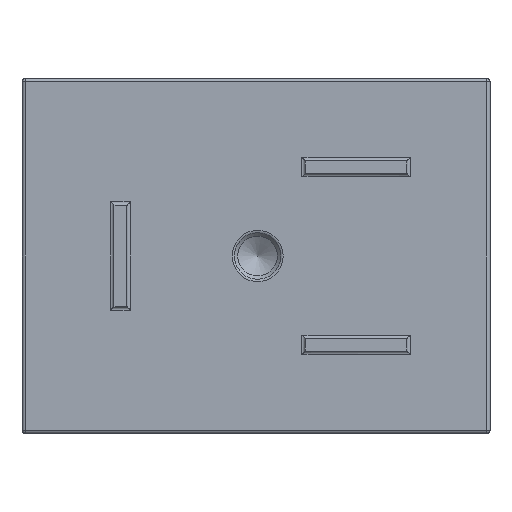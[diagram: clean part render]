
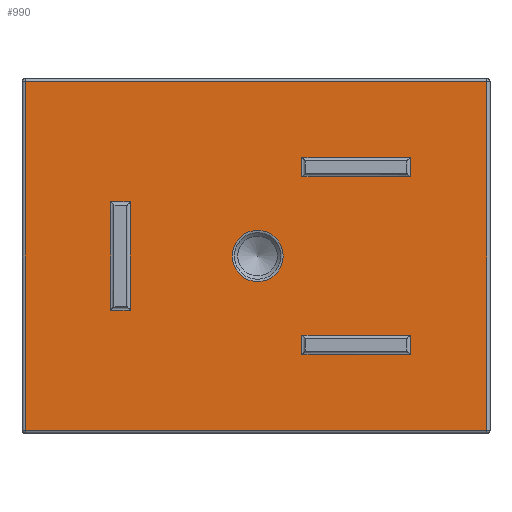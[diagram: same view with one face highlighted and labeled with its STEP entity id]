
A CAD part, front view. The second image highlights one B-rep face of the part: STEP entity #990.
In plain terms, the highlighted planar face has unit normal (0, -1, 0).
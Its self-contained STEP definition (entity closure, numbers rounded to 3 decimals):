
#83=CIRCLE('',#1061,1.583);
#128=PLANE('',#1060);
#162=VERTEX_POINT('',#1467);
#163=VERTEX_POINT('',#1469);
#165=VERTEX_POINT('',#1475);
#166=VERTEX_POINT('',#1479);
#173=VERTEX_POINT('',#1501);
#174=VERTEX_POINT('',#1503);
#175=VERTEX_POINT('',#1504);
#176=VERTEX_POINT('',#1506);
#177=VERTEX_POINT('',#1508);
#178=VERTEX_POINT('',#1511);
#179=VERTEX_POINT('',#1512);
#180=VERTEX_POINT('',#1514);
#181=VERTEX_POINT('',#1516);
#182=VERTEX_POINT('',#1519);
#183=VERTEX_POINT('',#1520);
#184=VERTEX_POINT('',#1522);
#185=VERTEX_POINT('',#1524);
#246=VECTOR('',#1175,1.);
#248=VECTOR('',#1183,1.);
#249=VECTOR('',#1186,1.);
#251=VECTOR('',#1192,1.);
#258=VECTOR('',#1206,1.);
#259=VECTOR('',#1207,1.);
#260=VECTOR('',#1208,1.);
#261=VECTOR('',#1209,1.);
#262=VECTOR('',#1210,1.);
#263=VECTOR('',#1211,1.);
#264=VECTOR('',#1212,1.);
#265=VECTOR('',#1213,1.);
#266=VECTOR('',#1214,1.);
#267=VECTOR('',#1215,1.);
#268=VECTOR('',#1216,1.);
#269=VECTOR('',#1217,1.);
#325=LINE('',#1468,#246);
#327=LINE('',#1476,#248);
#328=LINE('',#1478,#249);
#330=LINE('',#1484,#251);
#337=LINE('',#1502,#258);
#338=LINE('',#1505,#259);
#339=LINE('',#1507,#260);
#340=LINE('',#1509,#261);
#341=LINE('',#1510,#262);
#342=LINE('',#1513,#263);
#343=LINE('',#1515,#264);
#344=LINE('',#1517,#265);
#345=LINE('',#1518,#266);
#346=LINE('',#1521,#267);
#347=LINE('',#1523,#268);
#348=LINE('',#1525,#269);
#405=EDGE_CURVE('',#162,#163,#325,.T.);
#409=EDGE_CURVE('',#165,#162,#327,.T.);
#410=EDGE_CURVE('',#166,#165,#328,.T.);
#413=EDGE_CURVE('',#163,#166,#330,.T.);
#422=EDGE_CURVE('',#173,#173,#83,.T.);
#423=EDGE_CURVE('',#174,#175,#337,.T.);
#424=EDGE_CURVE('',#176,#174,#338,.T.);
#425=EDGE_CURVE('',#177,#176,#339,.T.);
#426=EDGE_CURVE('',#175,#177,#340,.T.);
#427=EDGE_CURVE('',#178,#179,#341,.T.);
#428=EDGE_CURVE('',#180,#178,#342,.T.);
#429=EDGE_CURVE('',#181,#180,#343,.T.);
#430=EDGE_CURVE('',#179,#181,#344,.T.);
#431=EDGE_CURVE('',#182,#183,#345,.T.);
#432=EDGE_CURVE('',#184,#182,#346,.T.);
#433=EDGE_CURVE('',#185,#184,#347,.T.);
#434=EDGE_CURVE('',#183,#185,#348,.T.);
#568=ORIENTED_EDGE('',*,*,#422,.F.);
#569=ORIENTED_EDGE('',*,*,#423,.F.);
#570=ORIENTED_EDGE('',*,*,#424,.F.);
#571=ORIENTED_EDGE('',*,*,#425,.F.);
#572=ORIENTED_EDGE('',*,*,#426,.F.);
#573=ORIENTED_EDGE('',*,*,#427,.F.);
#574=ORIENTED_EDGE('',*,*,#428,.F.);
#575=ORIENTED_EDGE('',*,*,#429,.F.);
#576=ORIENTED_EDGE('',*,*,#430,.F.);
#577=ORIENTED_EDGE('',*,*,#431,.F.);
#578=ORIENTED_EDGE('',*,*,#432,.F.);
#579=ORIENTED_EDGE('',*,*,#433,.F.);
#580=ORIENTED_EDGE('',*,*,#434,.F.);
#581=ORIENTED_EDGE('',*,*,#405,.F.);
#582=ORIENTED_EDGE('',*,*,#409,.F.);
#583=ORIENTED_EDGE('',*,*,#410,.F.);
#584=ORIENTED_EDGE('',*,*,#413,.F.);
#827=EDGE_LOOP('',(#568));
#828=EDGE_LOOP('',(#569,#570,#571,#572));
#829=EDGE_LOOP('',(#573,#574,#575,#576));
#830=EDGE_LOOP('',(#577,#578,#579,#580));
#831=EDGE_LOOP('',(#581,#582,#583,#584));
#909=FACE_BOUND('',#827,.T.);
#910=FACE_BOUND('',#828,.T.);
#911=FACE_BOUND('',#829,.T.);
#912=FACE_BOUND('',#830,.T.);
#913=FACE_BOUND('',#831,.T.);
#990=ADVANCED_FACE('',(#909,#910,#911,#912,#913),#128,.F.);
#1060=AXIS2_PLACEMENT_3D('',#1499,#1203,$);
#1061=AXIS2_PLACEMENT_3D('',#1500,#1204,#1205);
#1175=DIRECTION('',(0.,0.,-1.));
#1183=DIRECTION('',(-1.,0.,0.));
#1186=DIRECTION('',(0.,0.,1.));
#1192=DIRECTION('',(1.,0.,0.));
#1203=DIRECTION('',(0.,1.,0.));
#1204=DIRECTION('',(0.,-1.,0.));
#1205=DIRECTION('',(-1.583,0.,0.));
#1206=DIRECTION('',(1.,0.,0.));
#1207=DIRECTION('',(0.,0.,-1.));
#1208=DIRECTION('',(-1.,0.,0.));
#1209=DIRECTION('',(0.,0.,1.));
#1210=DIRECTION('',(0.,0.,-1.));
#1211=DIRECTION('',(1.,0.,0.));
#1212=DIRECTION('',(0.,0.,1.));
#1213=DIRECTION('',(-1.,0.,0.));
#1214=DIRECTION('',(-1.,0.,0.));
#1215=DIRECTION('',(0.,0.,1.));
#1216=DIRECTION('',(1.,0.,0.));
#1217=DIRECTION('',(0.,0.,-1.));
#1467=CARTESIAN_POINT('',(2.85,0.,-4.9));
#1468=CARTESIAN_POINT('',(2.85,0.,2.95));
#1469=CARTESIAN_POINT('',(2.85,0.,-6.1));
#1475=CARTESIAN_POINT('',(9.55,0.,-4.9));
#1476=CARTESIAN_POINT('',(-7.25,0.,-4.9));
#1478=CARTESIAN_POINT('',(9.55,0.,2.95));
#1479=CARTESIAN_POINT('',(9.55,0.,-6.1));
#1484=CARTESIAN_POINT('',(-7.25,0.,-6.1));
#1499=CARTESIAN_POINT('',(-14.5,0.,11.));
#1500=CARTESIAN_POINT('',(0.1,0.,0.));
#1501=CARTESIAN_POINT('',(1.683,0.,0.));
#1502=CARTESIAN_POINT('',(-7.25,0.,4.9));
#1503=CARTESIAN_POINT('',(2.85,0.,4.9));
#1504=CARTESIAN_POINT('',(9.55,0.,4.9));
#1505=CARTESIAN_POINT('',(2.85,0.,8.05));
#1506=CARTESIAN_POINT('',(2.85,0.,6.1));
#1507=CARTESIAN_POINT('',(-7.25,0.,6.1));
#1508=CARTESIAN_POINT('',(9.55,0.,6.1));
#1509=CARTESIAN_POINT('',(9.55,0.,8.05));
#1510=CARTESIAN_POINT('',(14.3,0.,11.));
#1511=CARTESIAN_POINT('',(14.3,0.,10.8));
#1512=CARTESIAN_POINT('',(14.3,0.,-10.8));
#1513=CARTESIAN_POINT('',(-7.25,0.,10.8));
#1514=CARTESIAN_POINT('',(-14.3,0.,10.8));
#1515=CARTESIAN_POINT('',(-14.3,0.,11.));
#1516=CARTESIAN_POINT('',(-14.3,0.,-10.8));
#1517=CARTESIAN_POINT('',(-7.25,0.,-10.8));
#1518=CARTESIAN_POINT('',(-11.25,0.,3.35));
#1519=CARTESIAN_POINT('',(-7.8,0.,3.35));
#1520=CARTESIAN_POINT('',(-9.,0.,3.35));
#1521=CARTESIAN_POINT('',(-7.8,0.,5.5));
#1522=CARTESIAN_POINT('',(-7.8,0.,-3.35));
#1523=CARTESIAN_POINT('',(-11.25,0.,-3.35));
#1524=CARTESIAN_POINT('',(-9.,0.,-3.35));
#1525=CARTESIAN_POINT('',(-9.,0.,5.5));
